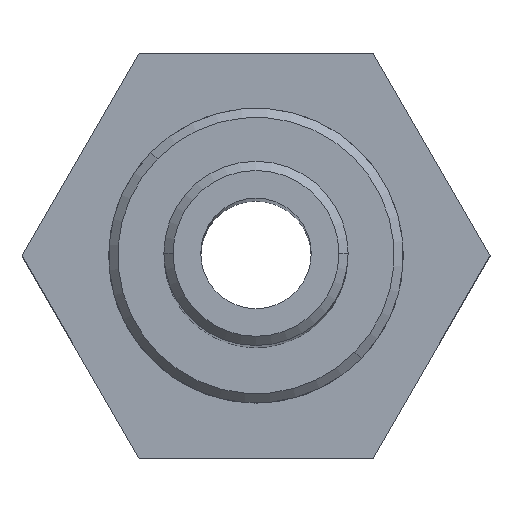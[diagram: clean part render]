
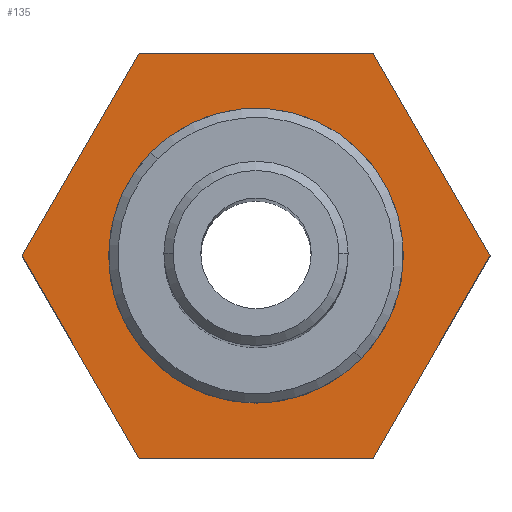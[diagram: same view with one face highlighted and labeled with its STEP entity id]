
A CAD part, top view. The second image highlights one B-rep face of the part: STEP entity #135.
In plain terms, the highlighted planar face has unit normal (0, 0, 1).
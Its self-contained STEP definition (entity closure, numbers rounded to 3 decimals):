
#135=ADVANCED_FACE('',(#268,#269),#270,.F.);
#268=FACE_BOUND('',#415,.T.);
#269=FACE_OUTER_BOUND('',#416,.T.);
#270=PLANE('',#417);
#415=EDGE_LOOP('',(#652,#653));
#416=EDGE_LOOP('',(#654,#655,#656,#657,#658,#659));
#417=AXIS2_PLACEMENT_3D('',#660,#661,#662);
#652=ORIENTED_EDGE('',*,*,#857,.T.);
#653=ORIENTED_EDGE('',*,*,#844,.T.);
#654=ORIENTED_EDGE('',*,*,#859,.F.);
#655=ORIENTED_EDGE('',*,*,#860,.F.);
#656=ORIENTED_EDGE('',*,*,#861,.F.);
#657=ORIENTED_EDGE('',*,*,#862,.F.);
#658=ORIENTED_EDGE('',*,*,#863,.F.);
#659=ORIENTED_EDGE('',*,*,#864,.F.);
#660=CARTESIAN_POINT('',(2.114,35.694,-47.5));
#661=DIRECTION('',(0.,0.,-1.0));
#662=DIRECTION('',(-1.0,0.,0.));
#844=EDGE_CURVE('',#1010,#1011,#1012,.T.);
#857=EDGE_CURVE('',#1011,#1010,#1033,.T.);
#859=EDGE_CURVE('',#1035,#1036,#1037,.T.);
#860=EDGE_CURVE('',#1038,#1035,#1039,.T.);
#861=EDGE_CURVE('',#1040,#1038,#1041,.T.);
#862=EDGE_CURVE('',#1042,#1040,#1043,.T.);
#863=EDGE_CURVE('',#1044,#1042,#1045,.T.);
#864=EDGE_CURVE('',#1036,#1044,#1046,.T.);
#1010=VERTEX_POINT('',#1248);
#1011=VERTEX_POINT('',#1249);
#1012=CIRCLE('',#1250,8.0);
#1033=CIRCLE('',#1279,8.0);
#1035=VERTEX_POINT('',#1281);
#1036=VERTEX_POINT('',#1282);
#1037=LINE('',#1283,#1284);
#1038=VERTEX_POINT('',#1285);
#1039=LINE('',#1286,#1287);
#1040=VERTEX_POINT('',#1288);
#1041=LINE('',#1289,#1290);
#1042=VERTEX_POINT('',#1291);
#1043=LINE('',#1292,#1293);
#1044=VERTEX_POINT('',#1294);
#1045=LINE('',#1295,#1296);
#1046=LINE('',#1297,#1298);
#1248=CARTESIAN_POINT('',(29.167,24.694,-47.5));
#1249=CARTESIAN_POINT('',(13.167,24.694,-47.5));
#1250=AXIS2_PLACEMENT_3D('',#1529,#1530,#1531);
#1279=AXIS2_PLACEMENT_3D('',#1546,#1547,#1548);
#1281=CARTESIAN_POINT('',(14.816,13.694,-47.5));
#1282=CARTESIAN_POINT('',(8.465,24.694,-47.5));
#1283=CARTESIAN_POINT('',(14.816,13.694,-47.5));
#1284=VECTOR('',#1549,1000.0);
#1285=CARTESIAN_POINT('',(27.518,13.694,-47.5));
#1286=CARTESIAN_POINT('',(27.518,13.694,-47.5));
#1287=VECTOR('',#1550,1000.0);
#1288=CARTESIAN_POINT('',(33.868,24.694,-47.5));
#1289=CARTESIAN_POINT('',(33.868,24.694,-47.5));
#1290=VECTOR('',#1551,1000.0);
#1291=CARTESIAN_POINT('',(27.518,35.694,-47.5));
#1292=CARTESIAN_POINT('',(27.518,35.694,-47.5));
#1293=VECTOR('',#1552,1000.0);
#1294=CARTESIAN_POINT('',(14.816,35.694,-47.5));
#1295=CARTESIAN_POINT('',(14.816,35.694,-47.5));
#1296=VECTOR('',#1553,1000.0);
#1297=CARTESIAN_POINT('',(8.465,24.694,-47.5));
#1298=VECTOR('',#1554,1000.0);
#1529=CARTESIAN_POINT('',(21.167,24.694,-47.5));
#1530=DIRECTION('',(0.,0.,-1.0));
#1531=DIRECTION('',(-1.0,0.,0.));
#1546=CARTESIAN_POINT('',(21.167,24.694,-47.5));
#1547=DIRECTION('',(0.,0.,-1.0));
#1548=DIRECTION('',(-1.0,0.,0.));
#1549=DIRECTION('',(-0.5,0.866,0.));
#1550=DIRECTION('',(-1.0,0.,0.));
#1551=DIRECTION('',(-0.5,-0.866,0.));
#1552=DIRECTION('',(0.5,-0.866,0.));
#1553=DIRECTION('',(1.0,0.,0.));
#1554=DIRECTION('',(0.5,0.866,0.));
